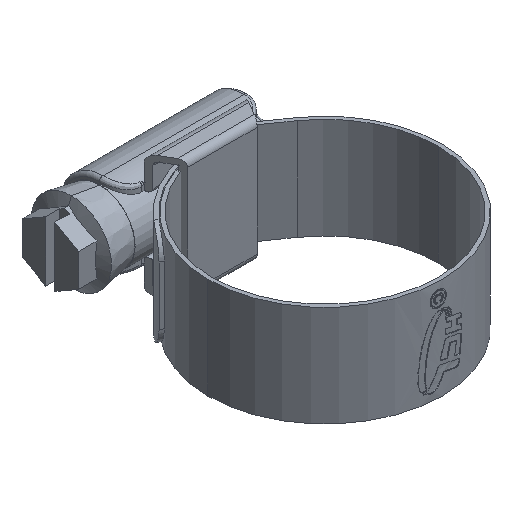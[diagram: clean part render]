
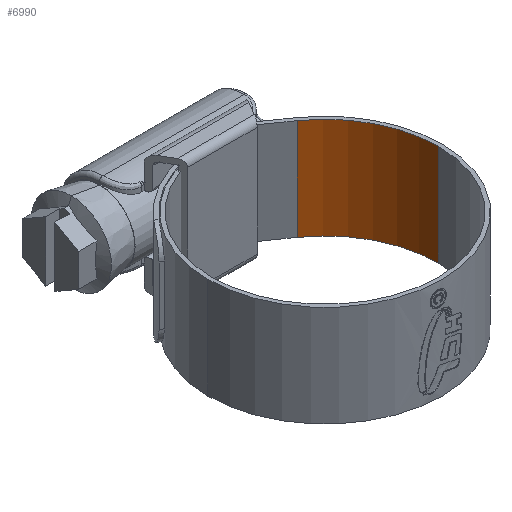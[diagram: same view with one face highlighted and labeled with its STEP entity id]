
A CAD part, isometric view. The second image highlights one B-rep face of the part: STEP entity #6990.
In plain terms, the highlighted cylindrical face has radius 16 mm (diameter 32 mm), a partial arc.
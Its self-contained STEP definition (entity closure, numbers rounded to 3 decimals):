
#181 = LINE ( 'NONE', #5583, #952 ) ;
#760 = CARTESIAN_POINT ( 'NONE',  ( 9.177, 13.106, 7.135 ) ) ;
#952 = VECTOR ( 'NONE', #4916, 1000. ) ;
#1150 = DIRECTION ( 'NONE',  ( 0., 0., -1. ) ) ;
#1340 = CARTESIAN_POINT ( 'NONE',  ( 0., 0., 7.135 ) ) ;
#1375 = CYLINDRICAL_SURFACE ( 'NONE', #6400, 16. ) ;
#1582 = VERTEX_POINT ( 'NONE', #760 ) ;
#1648 = CIRCLE ( 'NONE', #2044, 16. ) ;
#2044 = AXIS2_PLACEMENT_3D ( 'NONE', #2519, #4871, #6134 ) ;
#2188 = DIRECTION ( 'NONE',  ( 1., 0., 0. ) ) ;
#2516 = CARTESIAN_POINT ( 'NONE',  ( 16., 0., -7.135 ) ) ;
#2519 = CARTESIAN_POINT ( 'NONE',  ( 0., 0., -7.135 ) ) ;
#2829 = ORIENTED_EDGE ( 'NONE', *, *, #6252, .F. ) ;
#3054 = FACE_OUTER_BOUND ( 'NONE', #4433, .T. ) ;
#3080 = ORIENTED_EDGE ( 'NONE', *, *, #3687, .T. ) ;
#3464 = CARTESIAN_POINT ( 'NONE',  ( 16., 0., 7.135 ) ) ;
#3687 = EDGE_CURVE ( 'NONE', #1582, #4379, #181, .T. ) ;
#3740 = DIRECTION ( 'NONE',  ( -1., 0., 0. ) ) ;
#3994 = VERTEX_POINT ( 'NONE', #6872 ) ;
#4006 = EDGE_CURVE ( 'NONE', #3994, #1582, #4037, .T. ) ;
#4008 = LINE ( 'NONE', #3464, #7346 ) ;
#4037 = CIRCLE ( 'NONE', #4416, 16. ) ;
#4107 = CARTESIAN_POINT ( 'NONE',  ( 0., 0., 7.135 ) ) ;
#4373 = ORIENTED_EDGE ( 'NONE', *, *, #4006, .T. ) ;
#4379 = VERTEX_POINT ( 'NONE', #6556 ) ;
#4416 = AXIS2_PLACEMENT_3D ( 'NONE', #4107, #6339, #2188 ) ;
#4433 = EDGE_LOOP ( 'NONE', ( #5790, #4373, #3080, #2829 ) ) ;
#4750 = DIRECTION ( 'NONE',  ( 0., 0., -1. ) ) ;
#4871 = DIRECTION ( 'NONE',  ( 0., 0., 1. ) ) ;
#4916 = DIRECTION ( 'NONE',  ( 0., 0., -1. ) ) ;
#5502 = VERTEX_POINT ( 'NONE', #2516 ) ;
#5583 = CARTESIAN_POINT ( 'NONE',  ( 9.177, 13.106, 7.135 ) ) ;
#5790 = ORIENTED_EDGE ( 'NONE', *, *, #6862, .F. ) ;
#6134 = DIRECTION ( 'NONE',  ( 1., 0., 0. ) ) ;
#6252 = EDGE_CURVE ( 'NONE', #5502, #4379, #1648, .T. ) ;
#6339 = DIRECTION ( 'NONE',  ( 0., 0., 1. ) ) ;
#6400 = AXIS2_PLACEMENT_3D ( 'NONE', #1340, #4750, #3740 ) ;
#6556 = CARTESIAN_POINT ( 'NONE',  ( 9.177, 13.106, -7.135 ) ) ;
#6862 = EDGE_CURVE ( 'NONE', #3994, #5502, #4008, .T. ) ;
#6872 = CARTESIAN_POINT ( 'NONE',  ( 16., 0., 7.135 ) ) ;
#6990 = ADVANCED_FACE ( 'NONE', ( #3054 ), #1375, .F. ) ;
#7346 = VECTOR ( 'NONE', #1150, 1000. ) ;
